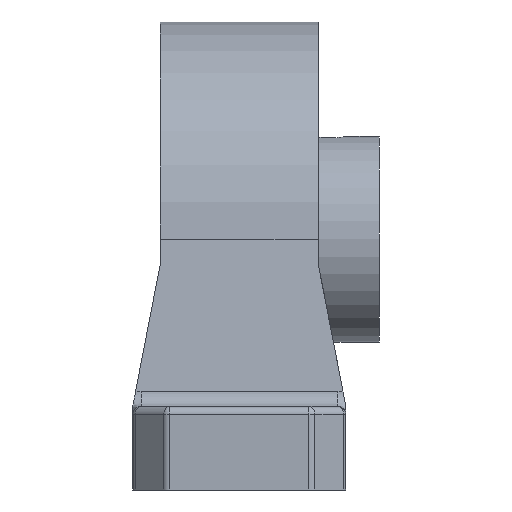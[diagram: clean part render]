
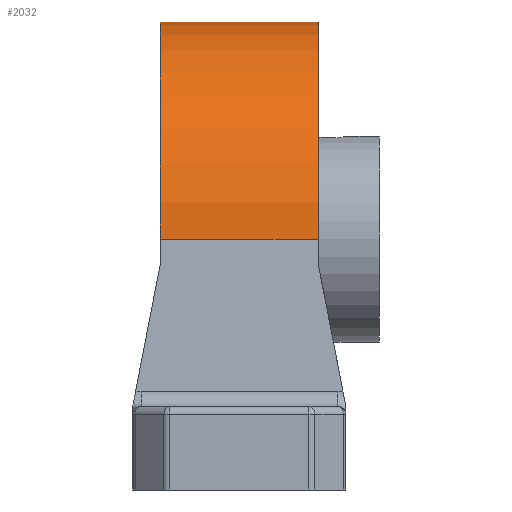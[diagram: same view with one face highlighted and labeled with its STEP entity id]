
A CAD part, left-side view. The second image highlights one B-rep face of the part: STEP entity #2032.
In plain terms, the highlighted cylindrical face has radius 13 mm (diameter 26 mm), a partial arc.
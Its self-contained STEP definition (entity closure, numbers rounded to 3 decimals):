
#106=LINE('',#2998,#268);
#113=LINE('',#3116,#275);
#268=VECTOR('',#2303,10.);
#275=VECTOR('',#2330,10.);
#475=CYLINDRICAL_SURFACE('',#2272,13.);
#586=FACE_OUTER_BOUND('',#716,.T.);
#716=EDGE_LOOP('',(#1882,#1883,#1884,#1885));
#744=CIRCLE('',#2114,13.);
#813=CIRCLE('',#2270,13.);
#867=VERTEX_POINT('',#2995);
#868=VERTEX_POINT('',#2997);
#883=VERTEX_POINT('',#3113);
#884=VERTEX_POINT('',#3115);
#1056=EDGE_CURVE('',#867,#868,#106,.T.);
#1075=EDGE_CURVE('',#884,#883,#113,.T.);
#1132=EDGE_CURVE('',#883,#868,#744,.T.);
#1329=EDGE_CURVE('',#867,#884,#813,.T.);
#1882=ORIENTED_EDGE('',*,*,#1132,.T.);
#1883=ORIENTED_EDGE('',*,*,#1056,.F.);
#1884=ORIENTED_EDGE('',*,*,#1329,.T.);
#1885=ORIENTED_EDGE('',*,*,#1075,.T.);
#2032=ADVANCED_FACE('',(#586),#475,.T.);
#2114=AXIS2_PLACEMENT_3D('',#3237,#2439,#2440);
#2270=AXIS2_PLACEMENT_3D('',#3771,#2861,#2862);
#2272=AXIS2_PLACEMENT_3D('',#3773,#2865,#2866);
#2303=DIRECTION('',(0.,1.,0.));
#2330=DIRECTION('',(0.,1.,0.));
#2439=DIRECTION('center_axis',(0.,-1.,0.));
#2440=DIRECTION('ref_axis',(-1.,0.,0.));
#2861=DIRECTION('center_axis',(0.,1.,0.));
#2862=DIRECTION('ref_axis',(-1.,0.,0.));
#2865=DIRECTION('center_axis',(0.,1.,0.));
#2866=DIRECTION('ref_axis',(-1.,0.,0.));
#2995=CARTESIAN_POINT('',(-13.,-4.725,15.));
#2997=CARTESIAN_POINT('',(-13.,4.725,15.));
#2998=CARTESIAN_POINT('',(-13.,0.,15.));
#3113=CARTESIAN_POINT('',(13.,4.725,15.));
#3115=CARTESIAN_POINT('',(13.,-4.725,15.));
#3116=CARTESIAN_POINT('',(13.,0.,15.));
#3237=CARTESIAN_POINT('Origin',(0.,4.725,15.));
#3771=CARTESIAN_POINT('Origin',(0.,-4.725,15.));
#3773=CARTESIAN_POINT('Origin',(0.,0.,15.));
